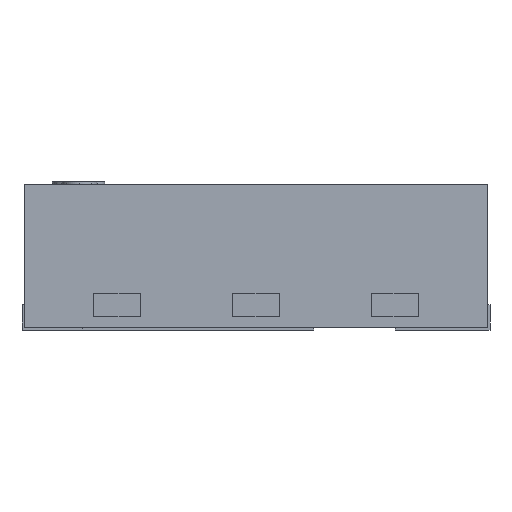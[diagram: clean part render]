
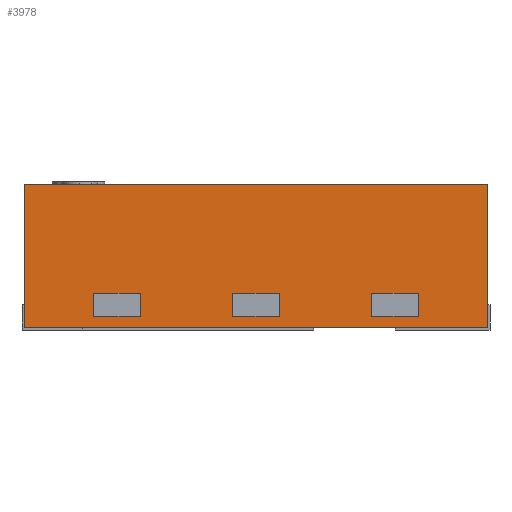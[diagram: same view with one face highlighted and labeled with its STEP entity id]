
A CAD part, left-side view. The second image highlights one B-rep face of the part: STEP entity #3978.
In plain terms, the highlighted planar face has unit normal (-1, 0, 0).
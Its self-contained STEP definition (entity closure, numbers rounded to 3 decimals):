
#114 = DIRECTION ( 'NONE',  ( -1., 0., 0. ) ) ;
#149 = VERTEX_POINT ( 'NONE', #8832 ) ;
#408 = DIRECTION ( 'NONE',  ( 0., -1., 0. ) ) ;
#784 = ORIENTED_EDGE ( 'NONE', *, *, #5510, .F. ) ;
#796 = VERTEX_POINT ( 'NONE', #4108 ) ;
#887 = EDGE_CURVE ( 'NONE', #8838, #8931, #9043, .T. ) ;
#918 = DIRECTION ( 'NONE',  ( 0., 0., 1. ) ) ;
#982 = EDGE_CURVE ( 'NONE', #3775, #1583, #2066, .T. ) ;
#1044 = LINE ( 'NONE', #4172, #11207 ) ;
#1093 = DIRECTION ( 'NONE',  ( 0., -1., 0. ) ) ;
#1580 = VECTOR ( 'NONE', #13555, 1000. ) ;
#1583 = VERTEX_POINT ( 'NONE', #2003 ) ;
#1601 = ORIENTED_EDGE ( 'NONE', *, *, #13297, .T. ) ;
#1655 = VECTOR ( 'NONE', #13703, 1000. ) ;
#1706 = FACE_BOUND ( 'NONE', #11065, .T. ) ;
#1714 = CARTESIAN_POINT ( 'NONE',  ( -1., -1., 0. ) ) ;
#1728 = LINE ( 'NONE', #5127, #1580 ) ;
#1748 = CARTESIAN_POINT ( 'NONE',  ( -1., 0.7, -0.47 ) ) ;
#1764 = LINE ( 'NONE', #5884, #8997 ) ;
#1862 = CARTESIAN_POINT ( 'NONE',  ( -1., 0.5, -0.57 ) ) ;
#1967 = LINE ( 'NONE', #12369, #9771 ) ;
#1991 = CARTESIAN_POINT ( 'NONE',  ( -1., 0.1, -0.57 ) ) ;
#2003 = CARTESIAN_POINT ( 'NONE',  ( -1., -0.5, -0.47 ) ) ;
#2066 = LINE ( 'NONE', #12397, #5718 ) ;
#2105 = VECTOR ( 'NONE', #9044, 1000. ) ;
#2207 = EDGE_LOOP ( 'NONE', ( #8504, #13514, #10227, #11529 ) ) ;
#2258 = EDGE_CURVE ( 'NONE', #4288, #2513, #11843, .T. ) ;
#2394 = CARTESIAN_POINT ( 'NONE',  ( -1., 1., -0.62 ) ) ;
#2423 = EDGE_CURVE ( 'NONE', #4638, #3775, #3760, .T. ) ;
#2513 = VERTEX_POINT ( 'NONE', #1748 ) ;
#2589 = ORIENTED_EDGE ( 'NONE', *, *, #9424, .T. ) ;
#2976 = ORIENTED_EDGE ( 'NONE', *, *, #887, .F. ) ;
#3130 = CARTESIAN_POINT ( 'NONE',  ( -1., 0.5, -0.47 ) ) ;
#3167 = LINE ( 'NONE', #11678, #4460 ) ;
#3195 = VECTOR ( 'NONE', #1093, 1000. ) ;
#3659 = VECTOR ( 'NONE', #3892, 1000. ) ;
#3741 = LINE ( 'NONE', #3964, #12764 ) ;
#3760 = LINE ( 'NONE', #8026, #10737 ) ;
#3775 = VERTEX_POINT ( 'NONE', #10197 ) ;
#3892 = DIRECTION ( 'NONE',  ( 0., 1., 0. ) ) ;
#3964 = CARTESIAN_POINT ( 'NONE',  ( -1., -0.5, -0.57 ) ) ;
#3978 = ADVANCED_FACE ( 'NONE', ( #7009, #1706, #5958, #4804 ), #4398, .T. ) ;
#4108 = CARTESIAN_POINT ( 'NONE',  ( -1., -0.1, -0.57 ) ) ;
#4158 = CARTESIAN_POINT ( 'NONE',  ( -1., -1., -0.62 ) ) ;
#4172 = CARTESIAN_POINT ( 'NONE',  ( -1., 0.1, -0.57 ) ) ;
#4265 = VECTOR ( 'NONE', #12893, 1000. ) ;
#4288 = VERTEX_POINT ( 'NONE', #3130 ) ;
#4398 = PLANE ( 'NONE',  #7623 ) ;
#4460 = VECTOR ( 'NONE', #9467, 1000. ) ;
#4493 = ORIENTED_EDGE ( 'NONE', *, *, #5059, .F. ) ;
#4625 = CARTESIAN_POINT ( 'NONE',  ( -1., 0.1, -0.47 ) ) ;
#4638 = VERTEX_POINT ( 'NONE', #13484 ) ;
#4804 = FACE_BOUND ( 'NONE', #2207, .T. ) ;
#4957 = DIRECTION ( 'NONE',  ( 0., -1., 0. ) ) ;
#5059 = EDGE_CURVE ( 'NONE', #796, #8838, #1967, .T. ) ;
#5088 = DIRECTION ( 'NONE',  ( 0., 0., 1. ) ) ;
#5127 = CARTESIAN_POINT ( 'NONE',  ( -1., 1., -0.62 ) ) ;
#5156 = VERTEX_POINT ( 'NONE', #5640 ) ;
#5172 = LINE ( 'NONE', #5315, #10530 ) ;
#5290 = DIRECTION ( 'NONE',  ( 0., 0., -1. ) ) ;
#5315 = CARTESIAN_POINT ( 'NONE',  ( -1., -1., -0.62 ) ) ;
#5334 = EDGE_CURVE ( 'NONE', #2513, #5156, #7384, .T. ) ;
#5337 = EDGE_CURVE ( 'NONE', #8931, #12975, #1044, .T. ) ;
#5418 = EDGE_CURVE ( 'NONE', #9338, #4288, #13411, .T. ) ;
#5465 = CARTESIAN_POINT ( 'NONE',  ( -1., 1., -0.62 ) ) ;
#5510 = EDGE_CURVE ( 'NONE', #11975, #9502, #3167, .T. ) ;
#5640 = CARTESIAN_POINT ( 'NONE',  ( -1., 0.7, -0.57 ) ) ;
#5718 = VECTOR ( 'NONE', #6124, 1000. ) ;
#5884 = CARTESIAN_POINT ( 'NONE',  ( -1., 0.7, -0.57 ) ) ;
#5958 = FACE_BOUND ( 'NONE', #13219, .T. ) ;
#6015 = DIRECTION ( 'NONE',  ( 0., -1., 0. ) ) ;
#6124 = DIRECTION ( 'NONE',  ( 0., 1., 0. ) ) ;
#6164 = ORIENTED_EDGE ( 'NONE', *, *, #982, .F. ) ;
#6199 = EDGE_CURVE ( 'NONE', #1583, #149, #3741, .T. ) ;
#6337 = EDGE_CURVE ( 'NONE', #149, #4638, #11813, .T. ) ;
#6356 = EDGE_LOOP ( 'NONE', ( #784, #13406, #2589, #1601 ) ) ;
#7009 = FACE_OUTER_BOUND ( 'NONE', #6356, .T. ) ;
#7034 = DIRECTION ( 'NONE',  ( 0., 0., -1. ) ) ;
#7040 = VERTEX_POINT ( 'NONE', #11298 ) ;
#7212 = LINE ( 'NONE', #9300, #10490 ) ;
#7384 = LINE ( 'NONE', #8431, #1655 ) ;
#7456 = CARTESIAN_POINT ( 'NONE',  ( -1., -0.1, -0.47 ) ) ;
#7623 = AXIS2_PLACEMENT_3D ( 'NONE', #5465, #114, #9637 ) ;
#8026 = CARTESIAN_POINT ( 'NONE',  ( -1., -0.7, -0.57 ) ) ;
#8354 = VERTEX_POINT ( 'NONE', #4158 ) ;
#8431 = CARTESIAN_POINT ( 'NONE',  ( -1., 0.7, -0.57 ) ) ;
#8504 = ORIENTED_EDGE ( 'NONE', *, *, #9752, .F. ) ;
#8621 = CARTESIAN_POINT ( 'NONE',  ( -1., -0.5, -0.57 ) ) ;
#8832 = CARTESIAN_POINT ( 'NONE',  ( -1., -0.5, -0.57 ) ) ;
#8838 = VERTEX_POINT ( 'NONE', #7456 ) ;
#8931 = VERTEX_POINT ( 'NONE', #4625 ) ;
#8997 = VECTOR ( 'NONE', #6015, 1000. ) ;
#9043 = LINE ( 'NONE', #12111, #3659 ) ;
#9044 = DIRECTION ( 'NONE',  ( 0., 0., 1. ) ) ;
#9300 = CARTESIAN_POINT ( 'NONE',  ( -1., 0.1, -0.57 ) ) ;
#9321 = ORIENTED_EDGE ( 'NONE', *, *, #10493, .F. ) ;
#9338 = VERTEX_POINT ( 'NONE', #12928 ) ;
#9424 = EDGE_CURVE ( 'NONE', #7040, #8354, #11952, .T. ) ;
#9467 = DIRECTION ( 'NONE',  ( 0., -1., 0. ) ) ;
#9502 = VERTEX_POINT ( 'NONE', #1714 ) ;
#9528 = CARTESIAN_POINT ( 'NONE',  ( -1., 1., 0. ) ) ;
#9564 = DIRECTION ( 'NONE',  ( 0., 0., 1. ) ) ;
#9637 = DIRECTION ( 'NONE',  ( 0., -1., 0. ) ) ;
#9752 = EDGE_CURVE ( 'NONE', #5156, #9338, #1764, .T. ) ;
#9771 = VECTOR ( 'NONE', #5088, 1000. ) ;
#10197 = CARTESIAN_POINT ( 'NONE',  ( -1., -0.7, -0.47 ) ) ;
#10218 = ORIENTED_EDGE ( 'NONE', *, *, #2423, .F. ) ;
#10227 = ORIENTED_EDGE ( 'NONE', *, *, #2258, .F. ) ;
#10490 = VECTOR ( 'NONE', #4957, 1000. ) ;
#10493 = EDGE_CURVE ( 'NONE', #12975, #796, #7212, .T. ) ;
#10530 = VECTOR ( 'NONE', #9564, 1000. ) ;
#10737 = VECTOR ( 'NONE', #918, 1000. ) ;
#10810 = CARTESIAN_POINT ( 'NONE',  ( -1., 0.7, -0.47 ) ) ;
#11065 = EDGE_LOOP ( 'NONE', ( #10218, #11287, #11855, #6164 ) ) ;
#11207 = VECTOR ( 'NONE', #5290, 1000. ) ;
#11287 = ORIENTED_EDGE ( 'NONE', *, *, #6337, .F. ) ;
#11296 = ORIENTED_EDGE ( 'NONE', *, *, #5337, .F. ) ;
#11298 = CARTESIAN_POINT ( 'NONE',  ( -1., 1., -0.62 ) ) ;
#11529 = ORIENTED_EDGE ( 'NONE', *, *, #5418, .F. ) ;
#11678 = CARTESIAN_POINT ( 'NONE',  ( -1., 1., 0. ) ) ;
#11813 = LINE ( 'NONE', #8621, #3195 ) ;
#11843 = LINE ( 'NONE', #10810, #4265 ) ;
#11855 = ORIENTED_EDGE ( 'NONE', *, *, #6199, .F. ) ;
#11936 = EDGE_CURVE ( 'NONE', #7040, #11975, #1728, .T. ) ;
#11952 = LINE ( 'NONE', #2394, #12102 ) ;
#11975 = VERTEX_POINT ( 'NONE', #9528 ) ;
#12102 = VECTOR ( 'NONE', #408, 1000. ) ;
#12111 = CARTESIAN_POINT ( 'NONE',  ( -1., 0.1, -0.47 ) ) ;
#12369 = CARTESIAN_POINT ( 'NONE',  ( -1., -0.1, -0.57 ) ) ;
#12397 = CARTESIAN_POINT ( 'NONE',  ( -1., -0.5, -0.47 ) ) ;
#12764 = VECTOR ( 'NONE', #7034, 1000. ) ;
#12893 = DIRECTION ( 'NONE',  ( 0., 1., 0. ) ) ;
#12928 = CARTESIAN_POINT ( 'NONE',  ( -1., 0.5, -0.57 ) ) ;
#12975 = VERTEX_POINT ( 'NONE', #1991 ) ;
#13219 = EDGE_LOOP ( 'NONE', ( #4493, #9321, #11296, #2976 ) ) ;
#13297 = EDGE_CURVE ( 'NONE', #8354, #9502, #5172, .T. ) ;
#13406 = ORIENTED_EDGE ( 'NONE', *, *, #11936, .F. ) ;
#13411 = LINE ( 'NONE', #1862, #2105 ) ;
#13484 = CARTESIAN_POINT ( 'NONE',  ( -1., -0.7, -0.57 ) ) ;
#13514 = ORIENTED_EDGE ( 'NONE', *, *, #5334, .F. ) ;
#13555 = DIRECTION ( 'NONE',  ( 0., 0., 1. ) ) ;
#13703 = DIRECTION ( 'NONE',  ( 0., 0., -1. ) ) ;
